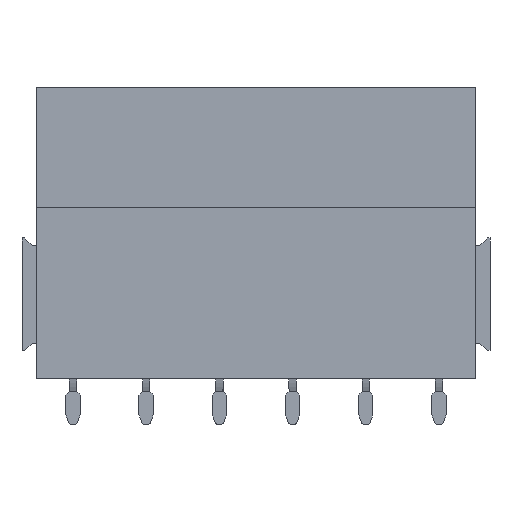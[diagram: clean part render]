
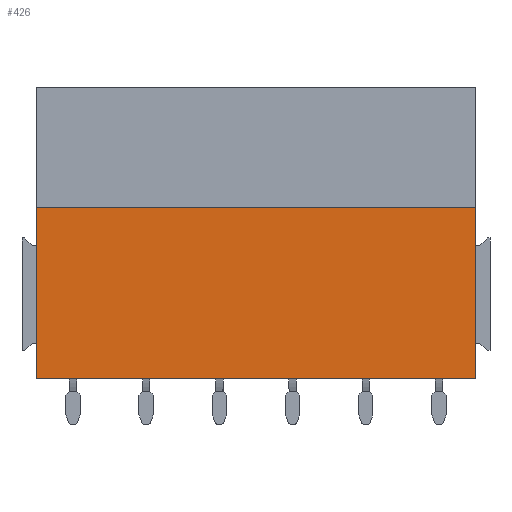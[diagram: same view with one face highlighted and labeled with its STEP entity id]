
A CAD part, front view. The second image highlights one B-rep face of the part: STEP entity #426.
In plain terms, the highlighted planar face has unit normal (0, -1, 0).
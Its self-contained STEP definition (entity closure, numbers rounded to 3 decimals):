
#399=AXIS2_PLACEMENT_3D('Plane Axis2P3D',#396,#397,#398) ;
#347=CARTESIAN_POINT('Vertex',(1.,0.,3.2)) ;
#350=CARTESIAN_POINT('Line Origine',(1.,0.,9.15)) ;
#354=CARTESIAN_POINT('Vertex',(1.,0.,15.1)) ;
#396=CARTESIAN_POINT('Axis2P3D Location',(6.08,0.,0.)) ;
#401=CARTESIAN_POINT('Line Origine',(31.48,0.,9.15)) ;
#405=CARTESIAN_POINT('Vertex',(31.48,0.,3.2)) ;
#407=CARTESIAN_POINT('Vertex',(31.48,0.,15.1)) ;
#410=CARTESIAN_POINT('Line Origine',(16.24,0.,15.1)) ;
#415=CARTESIAN_POINT('Line Origine',(16.24,0.,3.2)) ;
#351=DIRECTION('Vector Direction',(0.,0.,1.)) ;
#397=DIRECTION('Axis2P3D Direction',(0.,1.,-0.)) ;
#398=DIRECTION('Axis2P3D XDirection',(-1.,0.,0.)) ;
#402=DIRECTION('Vector Direction',(0.,0.,1.)) ;
#411=DIRECTION('Vector Direction',(1.,0.,0.)) ;
#416=DIRECTION('Vector Direction',(-1.,0.,0.)) ;
#352=VECTOR('Line Direction',#351,1.) ;
#403=VECTOR('Line Direction',#402,1.) ;
#412=VECTOR('Line Direction',#411,1.) ;
#417=VECTOR('Line Direction',#416,1.) ;
#421=ORIENTED_EDGE('',*,*,#409,.T.) ;
#422=ORIENTED_EDGE('',*,*,#414,.F.) ;
#423=ORIENTED_EDGE('',*,*,#356,.F.) ;
#424=ORIENTED_EDGE('',*,*,#419,.F.) ;
#426=ADVANCED_FACE('BLL5.08/06/180B 3.2SNOR 1682770000',(#425),#400,.F.) ;
#356=EDGE_CURVE('',#348,#355,#353,.T.) ;
#409=EDGE_CURVE('',#406,#408,#404,.T.) ;
#414=EDGE_CURVE('',#355,#408,#413,.T.) ;
#419=EDGE_CURVE('',#406,#348,#418,.T.) ;
#420=EDGE_LOOP('',(#421,#422,#423,#424)) ;
#425=FACE_OUTER_BOUND('',#420,.T.) ;
#353=LINE('Line',#350,#352) ;
#404=LINE('Line',#401,#403) ;
#413=LINE('Line',#410,#412) ;
#418=LINE('Line',#415,#417) ;
#400=PLANE('',#399) ;
#348=VERTEX_POINT('',#347) ;
#355=VERTEX_POINT('',#354) ;
#406=VERTEX_POINT('',#405) ;
#408=VERTEX_POINT('',#407) ;
